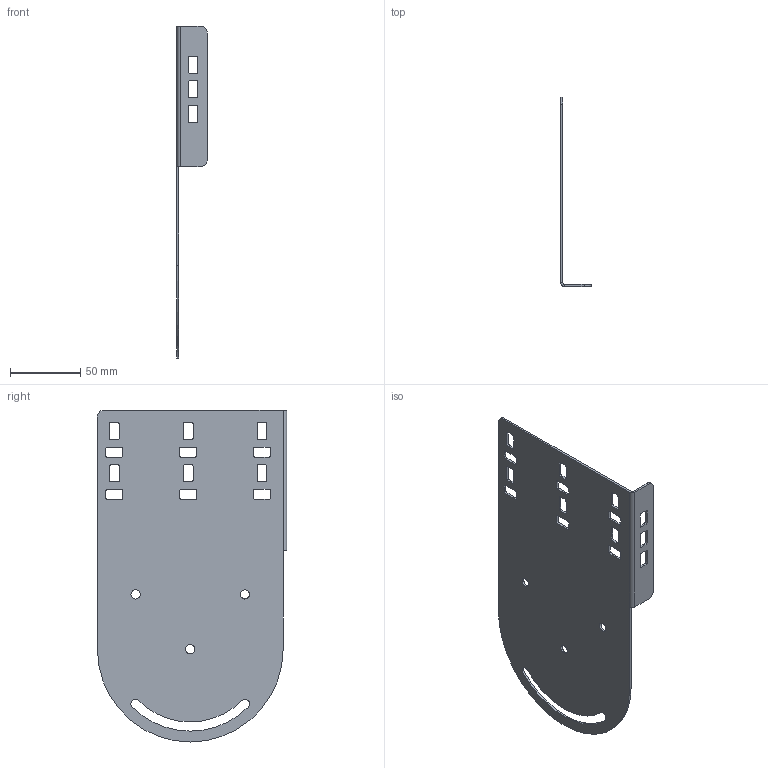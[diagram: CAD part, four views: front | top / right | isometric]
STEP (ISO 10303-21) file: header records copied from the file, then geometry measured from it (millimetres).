
FILE_DESCRIPTION (( 'STEP AP203' ), '1' );
FILE_NAME ('LE-SLH06-150 LESTA Ñîåäèíèòåëü øàðíèðí. ëåñòí. 150ìì IEK 1.STEP', '2023-03-23T06:44:33', ( '' ), ( '' ), 'SwSTEP 2.0', 'SolidWorks 2022', '' );
FILE_SCHEMA (( 'CONFIG_CONTROL_DESIGN' ));
Length unit declared in the file: millimetre
Products named in the file (1): LE-SLH06-150 LESTA Соединитель шарнирн. лестн. 150мм IEK 1
Bounding box: 21.5 x 134.5 x 236 mm (x, y, z)
Volume: 44249.7 mm3; surface area: 61272.2 mm2
Topology: 1 solids, 1 shells, 151 faces, 439 edges, 290 vertices
Faces by surface type: cylinder 79, plane 72
Entity records: 5180 total; most frequent: DIRECTION 901, CARTESIAN_POINT 881, ORIENTED_EDGE 878, EDGE_CURVE 439, AXIS2_PLACEMENT_3D 310, VERTEX_POINT 290, LINE 281, VECTOR 281
